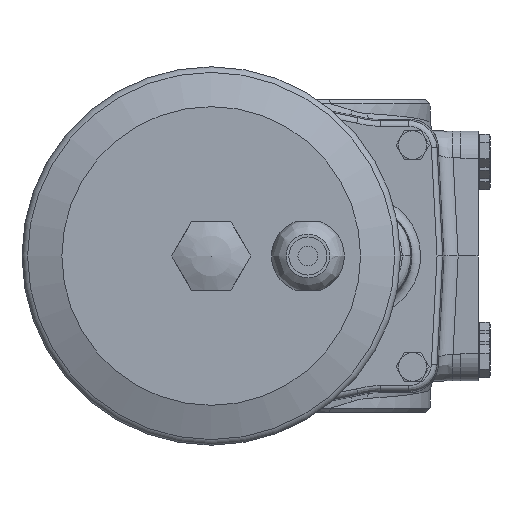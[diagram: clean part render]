
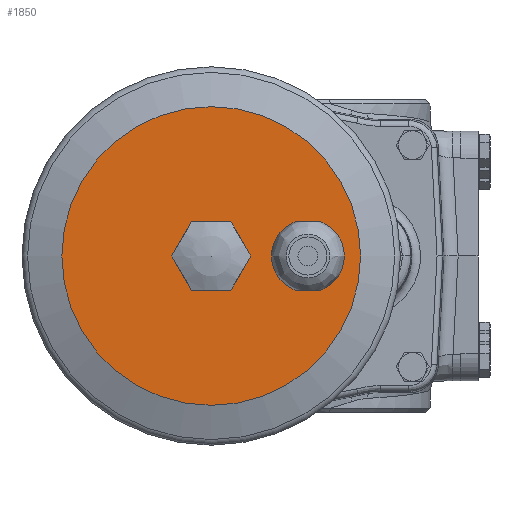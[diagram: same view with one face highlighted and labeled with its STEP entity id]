
A CAD part, left-side view. The second image highlights one B-rep face of the part: STEP entity #1850.
In plain terms, the highlighted planar face has unit normal (-1, 0, 0).
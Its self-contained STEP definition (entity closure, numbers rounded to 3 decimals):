
#1850 = ADVANCED_FACE( '', ( #4134, #4135, #4136 ), #4137, .T. );
#4134 = FACE_BOUND( '', #11135, .T. );
#4135 = FACE_OUTER_BOUND( '', #11136, .T. );
#4136 = FACE_BOUND( '', #11137, .T. );
#4137 = PLANE( '', #11138 );
#11135 = EDGE_LOOP( '', ( #17036, #17037, #17038, #17039 ) );
#11136 = EDGE_LOOP( '', ( #17040 ) );
#11137 = EDGE_LOOP( '', ( #17041, #17042, #17043, #17044, #17045, #17046 ) );
#11138 = AXIS2_PLACEMENT_3D( '', #17047, #17048, #17049 );
#17036 = ORIENTED_EDGE( '', *, *, #20082, .F. );
#17037 = ORIENTED_EDGE( '', *, *, #20778, .F. );
#17038 = ORIENTED_EDGE( '', *, *, #20390, .F. );
#17039 = ORIENTED_EDGE( '', *, *, #20779, .T. );
#17040 = ORIENTED_EDGE( '', *, *, #20780, .T. );
#17041 = ORIENTED_EDGE( '', *, *, #20424, .T. );
#17042 = ORIENTED_EDGE( '', *, *, #20660, .T. );
#17043 = ORIENTED_EDGE( '', *, *, #19744, .T. );
#17044 = ORIENTED_EDGE( '', *, *, #20078, .T. );
#17045 = ORIENTED_EDGE( '', *, *, #20781, .T. );
#17046 = ORIENTED_EDGE( '', *, *, #19297, .T. );
#17047 = CARTESIAN_POINT( '', ( -463., -30.7, 0. ) );
#17048 = DIRECTION( '', ( -1., 0., 0. ) );
#17049 = DIRECTION( '', ( 0., -1., 0. ) );
#19297 = EDGE_CURVE( '', #21912, #21916, #21918, .T. );
#19744 = EDGE_CURVE( '', #22622, #22624, #22626, .T. );
#20078 = EDGE_CURVE( '', #22624, #23116, #23118, .T. );
#20082 = EDGE_CURVE( '', #23122, #23123, #23124, .T. );
#20390 = EDGE_CURVE( '', #23544, #23546, #23547, .T. );
#20424 = EDGE_CURVE( '', #21916, #23586, #23588, .T. );
#20660 = EDGE_CURVE( '', #23586, #22622, #23893, .T. );
#20778 = EDGE_CURVE( '', #23546, #23122, #24037, .T. );
#20779 = EDGE_CURVE( '', #23544, #23123, #24038, .T. );
#20780 = EDGE_CURVE( '', #24039, #24039, #24040, .T. );
#20781 = EDGE_CURVE( '', #23116, #21912, #24041, .T. );
#21912 = VERTEX_POINT( '', #25855 );
#21916 = VERTEX_POINT( '', #25860 );
#21918 = LINE( '', #25863, #25864 );
#22622 = VERTEX_POINT( '', #27599 );
#22624 = VERTEX_POINT( '', #27602 );
#22626 = LINE( '', #27605, #27606 );
#23116 = VERTEX_POINT( '', #29114 );
#23118 = LINE( '', #29117, #29118 );
#23122 = VERTEX_POINT( '', #29122 );
#23123 = VERTEX_POINT( '', #29123 );
#23124 = CIRCLE( '', #29124, 12.8 );
#23544 = VERTEX_POINT( '', #30077 );
#23546 = VERTEX_POINT( '', #30080 );
#23547 = CIRCLE( '', #30081, 12.8 );
#23586 = VERTEX_POINT( '', #30168 );
#23588 = LINE( '', #30171, #30172 );
#23893 = LINE( '', #30837, #30838 );
#24037 = LINE( '', #31123, #31124 );
#24038 = LINE( '', #31125, #31126 );
#24039 = VERTEX_POINT( '', #31127 );
#24040 = CIRCLE( '', #31128, 52.5 );
#24041 = LINE( '', #31129, #31130 );
#25855 = CARTESIAN_POINT( '', ( -463., 14.872, -12. ) );
#25860 = CARTESIAN_POINT( '', ( -463., 28.728, -12. ) );
#25863 = CARTESIAN_POINT( '', ( -463., 14.872, -12. ) );
#25864 = VECTOR( '', #32433, 1000. );
#27599 = CARTESIAN_POINT( '', ( -463., 28.728, 12. ) );
#27602 = CARTESIAN_POINT( '', ( -463., 14.872, 12. ) );
#27605 = CARTESIAN_POINT( '', ( -463., 28.728, 12. ) );
#27606 = VECTOR( '', #32966, 1000. );
#29114 = CARTESIAN_POINT( '', ( -463., 7.944, 0. ) );
#29117 = CARTESIAN_POINT( '', ( -463., 14.872, 12. ) );
#29118 = VECTOR( '', #33301, 1000. );
#29122 = CARTESIAN_POINT( '', ( -463., -7.746, 12. ) );
#29123 = CARTESIAN_POINT( '', ( -463., -7.746, -12. ) );
#29124 = AXIS2_PLACEMENT_3D( '', #33305, #33306, #33307 );
#30077 = CARTESIAN_POINT( '', ( -463., -16.654, -12. ) );
#30080 = CARTESIAN_POINT( '', ( -463., -16.654, 12. ) );
#30081 = AXIS2_PLACEMENT_3D( '', #33620, #33621, #33622 );
#30168 = CARTESIAN_POINT( '', ( -463., 35.656, 0. ) );
#30171 = CARTESIAN_POINT( '', ( -463., 28.728, -12. ) );
#30172 = VECTOR( '', #33652, 1000. );
#30837 = CARTESIAN_POINT( '', ( -463., 35.656, 0. ) );
#30838 = VECTOR( '', #33864, 1000. );
#31123 = CARTESIAN_POINT( '', ( -463., -16.654, 12. ) );
#31124 = VECTOR( '', #33976, 1000. );
#31125 = CARTESIAN_POINT( '', ( -463., -16.654, -12. ) );
#31126 = VECTOR( '', #33977, 1000. );
#31127 = CARTESIAN_POINT( '', ( -463., -30.7, 0. ) );
#31128 = AXIS2_PLACEMENT_3D( '', #33978, #33979, #33980 );
#31129 = CARTESIAN_POINT( '', ( -463., 7.944, 0. ) );
#31130 = VECTOR( '', #33981, 1000. );
#32433 = DIRECTION( '', ( 0., 1., 0. ) );
#32966 = DIRECTION( '', ( 0., -1., 0. ) );
#33301 = DIRECTION( '', ( 0., -0.5, -0.866 ) );
#33305 = CARTESIAN_POINT( '', ( -463., -12.2, 0. ) );
#33306 = DIRECTION( '', ( -1., 0., 0. ) );
#33307 = DIRECTION( '', ( 0., -1., 0. ) );
#33620 = CARTESIAN_POINT( '', ( -463., -12.2, 0. ) );
#33621 = DIRECTION( '', ( -1., 0., 0. ) );
#33622 = DIRECTION( '', ( 0., -1., 0. ) );
#33652 = DIRECTION( '', ( 0., 0.5, 0.866 ) );
#33864 = DIRECTION( '', ( 0., -0.5, 0.866 ) );
#33976 = DIRECTION( '', ( 0., 1., 0. ) );
#33977 = DIRECTION( '', ( 0., 1., 0. ) );
#33978 = CARTESIAN_POINT( '', ( -463., 21.8, 0. ) );
#33979 = DIRECTION( '', ( -1., 0., 0. ) );
#33980 = DIRECTION( '', ( 0., -1., 0. ) );
#33981 = DIRECTION( '', ( 0., 0.5, -0.866 ) );
